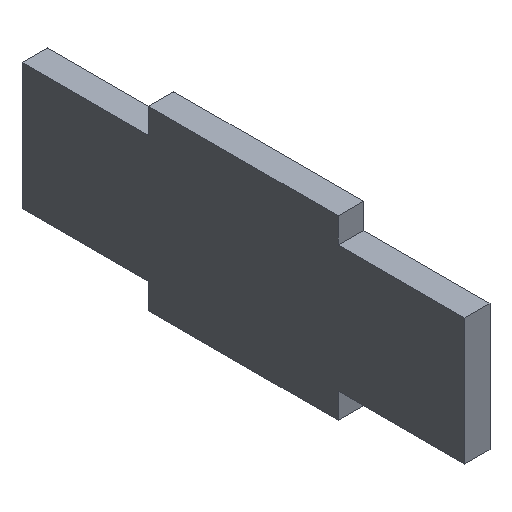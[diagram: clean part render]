
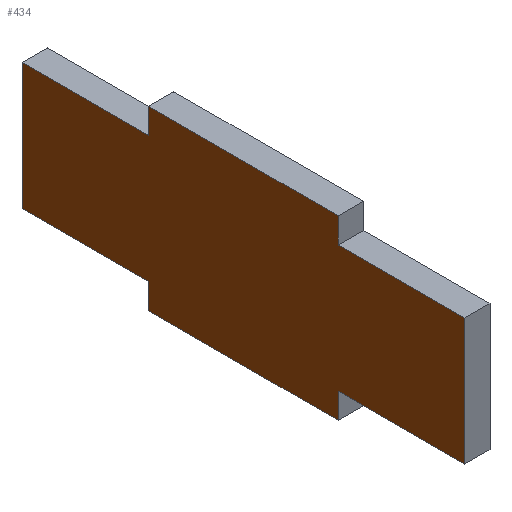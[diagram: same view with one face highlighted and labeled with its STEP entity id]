
A CAD part, isometric view. The second image highlights one B-rep face of the part: STEP entity #434.
In plain terms, the highlighted planar face has unit normal (-1, 0, 0).
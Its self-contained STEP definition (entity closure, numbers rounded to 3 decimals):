
#54=CARTESIAN_POINT('Vertex',(258.5,52.5,245.5)) ;
#68=CARTESIAN_POINT('Vertex',(258.5,52.5,235.5)) ;
#71=CARTESIAN_POINT('Line Origine',(258.5,52.5,240.5)) ;
#99=CARTESIAN_POINT('Vertex',(258.5,42.5,235.5)) ;
#102=CARTESIAN_POINT('Line Origine',(258.5,47.5,235.5)) ;
#130=CARTESIAN_POINT('Vertex',(258.5,42.5,233.5)) ;
#133=CARTESIAN_POINT('Line Origine',(258.5,42.5,234.5)) ;
#161=CARTESIAN_POINT('Vertex',(258.5,27.5,233.5)) ;
#164=CARTESIAN_POINT('Line Origine',(258.5,35.,233.5)) ;
#192=CARTESIAN_POINT('Vertex',(258.5,27.5,235.5)) ;
#195=CARTESIAN_POINT('Line Origine',(258.5,27.5,234.5)) ;
#218=CARTESIAN_POINT('Vertex',(258.5,17.5,235.5)) ;
#221=CARTESIAN_POINT('Line Origine',(258.5,22.5,235.5)) ;
#249=CARTESIAN_POINT('Vertex',(258.5,17.5,245.5)) ;
#252=CARTESIAN_POINT('Line Origine',(258.5,17.5,240.5)) ;
#280=CARTESIAN_POINT('Vertex',(258.5,27.5,245.5)) ;
#283=CARTESIAN_POINT('Line Origine',(258.5,22.5,245.5)) ;
#306=CARTESIAN_POINT('Vertex',(258.5,27.5,247.5)) ;
#309=CARTESIAN_POINT('Line Origine',(258.5,27.5,246.5)) ;
#337=CARTESIAN_POINT('Vertex',(258.5,42.5,247.5)) ;
#340=CARTESIAN_POINT('Line Origine',(258.5,35.,247.5)) ;
#363=CARTESIAN_POINT('Vertex',(258.5,42.5,245.5)) ;
#366=CARTESIAN_POINT('Line Origine',(258.5,42.5,246.5)) ;
#383=CARTESIAN_POINT('Line Origine',(258.5,47.5,245.5)) ;
#415=CARTESIAN_POINT('Axis2P3D Location',(258.5,0.,0.)) ;
#73=VECTOR('Line Direction',#72,1.) ;
#104=VECTOR('Line Direction',#103,1.) ;
#135=VECTOR('Line Direction',#134,1.) ;
#166=VECTOR('Line Direction',#165,1.) ;
#197=VECTOR('Line Direction',#196,1.) ;
#223=VECTOR('Line Direction',#222,1.) ;
#254=VECTOR('Line Direction',#253,1.) ;
#285=VECTOR('Line Direction',#284,1.) ;
#311=VECTOR('Line Direction',#310,1.) ;
#342=VECTOR('Line Direction',#341,1.) ;
#368=VECTOR('Line Direction',#367,1.) ;
#385=VECTOR('Line Direction',#384,1.) ;
#72=DIRECTION('Vector Direction',(0.,0.,1.)) ;
#103=DIRECTION('Vector Direction',(0.,1.,0.)) ;
#134=DIRECTION('Vector Direction',(0.,0.,1.)) ;
#165=DIRECTION('Vector Direction',(0.,1.,0.)) ;
#196=DIRECTION('Vector Direction',(0.,0.,-1.)) ;
#222=DIRECTION('Vector Direction',(0.,1.,0.)) ;
#253=DIRECTION('Vector Direction',(0.,0.,-1.)) ;
#284=DIRECTION('Vector Direction',(0.,-1.,0.)) ;
#310=DIRECTION('Vector Direction',(0.,0.,-1.)) ;
#341=DIRECTION('Vector Direction',(0.,-1.,0.)) ;
#367=DIRECTION('Vector Direction',(0.,0.,1.)) ;
#384=DIRECTION('Vector Direction',(0.,-1.,0.)) ;
#416=DIRECTION('Axis2P3D Direction',(-1.,0.,0.)) ;
#417=DIRECTION('Axis2P3D XDirection',(0.,-1.,0.)) ;
#418=AXIS2_PLACEMENT_3D('Plane Axis2P3D',#415,#416,#417) ;
#74=LINE('Line',#71,#73) ;
#105=LINE('Line',#102,#104) ;
#136=LINE('Line',#133,#135) ;
#167=LINE('Line',#164,#166) ;
#198=LINE('Line',#195,#197) ;
#224=LINE('Line',#221,#223) ;
#255=LINE('Line',#252,#254) ;
#286=LINE('Line',#283,#285) ;
#312=LINE('Line',#309,#311) ;
#343=LINE('Line',#340,#342) ;
#369=LINE('Line',#366,#368) ;
#386=LINE('Line',#383,#385) ;
#419=PLANE('',#418) ;
#75=EDGE_CURVE('',#55,#69,#74,.F.) ;
#106=EDGE_CURVE('',#69,#100,#105,.F.) ;
#137=EDGE_CURVE('',#100,#131,#136,.F.) ;
#168=EDGE_CURVE('',#131,#162,#167,.F.) ;
#199=EDGE_CURVE('',#162,#193,#198,.F.) ;
#225=EDGE_CURVE('',#193,#219,#224,.F.) ;
#256=EDGE_CURVE('',#219,#250,#255,.F.) ;
#287=EDGE_CURVE('',#250,#281,#286,.F.) ;
#313=EDGE_CURVE('',#281,#307,#312,.F.) ;
#344=EDGE_CURVE('',#307,#338,#343,.F.) ;
#370=EDGE_CURVE('',#338,#364,#369,.F.) ;
#387=EDGE_CURVE('',#364,#55,#386,.F.) ;
#421=ORIENTED_EDGE('',*,*,#75,.T.) ;
#422=ORIENTED_EDGE('',*,*,#106,.T.) ;
#423=ORIENTED_EDGE('',*,*,#137,.T.) ;
#424=ORIENTED_EDGE('',*,*,#168,.T.) ;
#425=ORIENTED_EDGE('',*,*,#199,.T.) ;
#426=ORIENTED_EDGE('',*,*,#225,.T.) ;
#427=ORIENTED_EDGE('',*,*,#256,.T.) ;
#428=ORIENTED_EDGE('',*,*,#287,.T.) ;
#429=ORIENTED_EDGE('',*,*,#313,.T.) ;
#430=ORIENTED_EDGE('',*,*,#344,.T.) ;
#431=ORIENTED_EDGE('',*,*,#370,.T.) ;
#432=ORIENTED_EDGE('',*,*,#387,.T.) ;
#420=EDGE_LOOP('',(#421,#422,#423,#424,#425,#426,#427,#428,#429,#430,#431,#432)) ;
#55=VERTEX_POINT('',#54) ;
#69=VERTEX_POINT('',#68) ;
#100=VERTEX_POINT('',#99) ;
#131=VERTEX_POINT('',#130) ;
#162=VERTEX_POINT('',#161) ;
#193=VERTEX_POINT('',#192) ;
#219=VERTEX_POINT('',#218) ;
#250=VERTEX_POINT('',#249) ;
#281=VERTEX_POINT('',#280) ;
#307=VERTEX_POINT('',#306) ;
#338=VERTEX_POINT('',#337) ;
#364=VERTEX_POINT('',#363) ;
#434=ADVANCED_FACE('Corps principal',(#433),#419,.T.) ;
#433=FACE_OUTER_BOUND('',#420,.T.) ;
